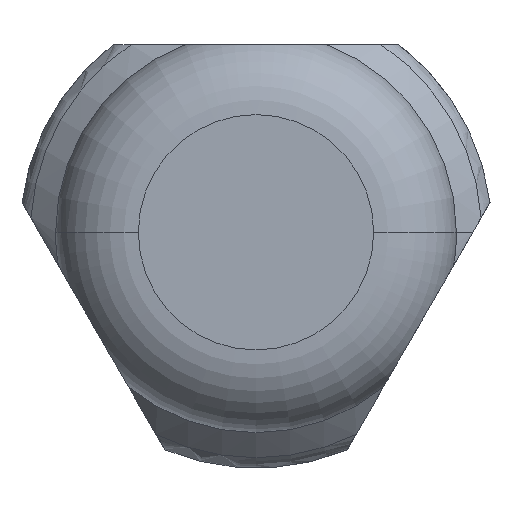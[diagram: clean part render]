
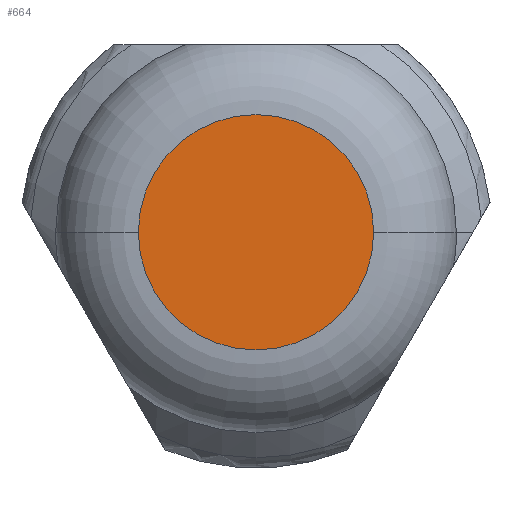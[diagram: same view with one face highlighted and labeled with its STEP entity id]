
A CAD part, front view. The second image highlights one B-rep face of the part: STEP entity #664.
In plain terms, the highlighted planar face has unit normal (0, -1, 0).
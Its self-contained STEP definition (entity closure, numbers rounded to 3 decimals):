
#664 = ADVANCED_FACE ( 'NONE', ( #4286 ), #4484, .F. ) ;
#796 = DIRECTION ( 'NONE',  ( 0., -1., 0. ) ) ;
#923 = AXIS2_PLACEMENT_3D ( 'NONE', #5941, #796, #7192 ) ;
#940 = EDGE_CURVE ( 'NONE', #4926, #3153, #7679, .T. ) ;
#1329 = CARTESIAN_POINT ( 'NONE',  ( -9.95, 0., 0. ) ) ;
#2840 = DIRECTION ( 'NONE',  ( 0., -1., 0. ) ) ;
#3020 = ORIENTED_EDGE ( 'NONE', *, *, #7603, .T. ) ;
#3153 = VERTEX_POINT ( 'NONE', #7494 ) ;
#3223 = CARTESIAN_POINT ( 'NONE',  ( 0., 0., 0. ) ) ;
#3692 = ORIENTED_EDGE ( 'NONE', *, *, #940, .T. ) ;
#3941 = EDGE_LOOP ( 'NONE', ( #3020, #3692 ) ) ;
#4286 = FACE_OUTER_BOUND ( 'NONE', #3941, .T. ) ;
#4484 = PLANE ( 'NONE',  #7100 ) ;
#4728 = DIRECTION ( 'NONE',  ( 1., 0., 0. ) ) ;
#4926 = VERTEX_POINT ( 'NONE', #1329 ) ;
#5181 = DIRECTION ( 'NONE',  ( 0., 1., 0. ) ) ;
#5496 = AXIS2_PLACEMENT_3D ( 'NONE', #7276, #2840, #4728 ) ;
#5821 = DIRECTION ( 'NONE',  ( 1., 0., 0. ) ) ;
#5941 = CARTESIAN_POINT ( 'NONE',  ( 0., 0., 0. ) ) ;
#7100 = AXIS2_PLACEMENT_3D ( 'NONE', #3223, #5181, #5821 ) ;
#7160 = CIRCLE ( 'NONE', #923, 9.95 ) ;
#7192 = DIRECTION ( 'NONE',  ( 1., 0., 0. ) ) ;
#7276 = CARTESIAN_POINT ( 'NONE',  ( 0., 0., 0. ) ) ;
#7494 = CARTESIAN_POINT ( 'NONE',  ( 9.95, 0., 0. ) ) ;
#7603 = EDGE_CURVE ( 'NONE', #3153, #4926, #7160, .T. ) ;
#7679 = CIRCLE ( 'NONE', #5496, 9.95 ) ;
